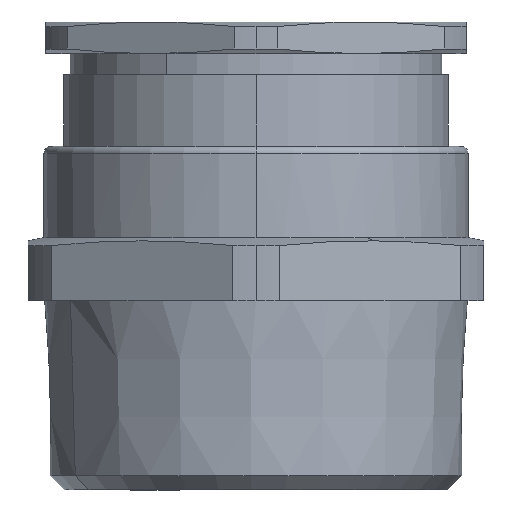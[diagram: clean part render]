
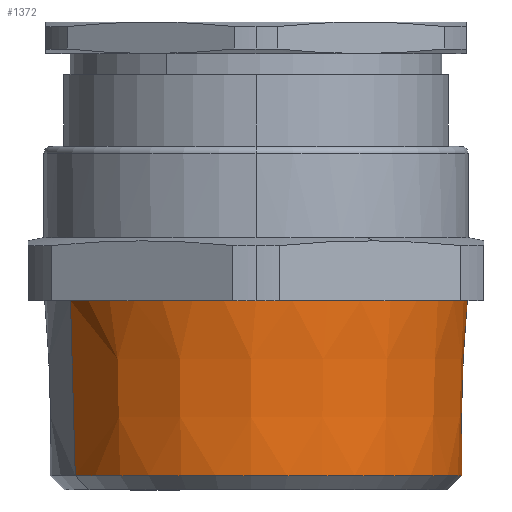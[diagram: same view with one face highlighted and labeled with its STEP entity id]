
A CAD part, front view. The second image highlights one B-rep face of the part: STEP entity #1372.
In plain terms, the highlighted conical face has half-angle 1.78 degrees and reference radius 29.311 mm.
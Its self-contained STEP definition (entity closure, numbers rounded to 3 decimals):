
#1181=AXIS2_PLACEMENT_3D('Circle Axis2P3D',#1179,#1180,$) ;
#1204=AXIS2_PLACEMENT_3D('Circle Axis2P3D',#1202,#1203,$) ;
#1331=AXIS2_PLACEMENT_3D('Cone Axis2P3D',#1328,#1329,#1330) ;
#1362=AXIS2_PLACEMENT_3D('Circle Axis2P3D',#1360,#1361,$) ;
#1179=CARTESIAN_POINT('Axis2P3D Location',(32.5,35.75,27.)) ;
#1183=CARTESIAN_POINT('Vertex',(58.959,50.205,27.)) ;
#1185=CARTESIAN_POINT('Vertex',(32.5,5.6,27.)) ;
#1199=CARTESIAN_POINT('Vertex',(6.041,21.295,27.)) ;
#1202=CARTESIAN_POINT('Axis2P3D Location',(32.5,35.75,27.)) ;
#1328=CARTESIAN_POINT('Axis2P3D Location',(32.5,35.75,0.)) ;
#1333=CARTESIAN_POINT('Line Origine',(6.409,21.496,13.5)) ;
#1337=CARTESIAN_POINT('Vertex',(6.721,21.667,2.064)) ;
#1340=CARTESIAN_POINT('Line Origine',(58.591,50.004,13.5)) ;
#1344=CARTESIAN_POINT('Vertex',(58.279,49.833,2.064)) ;
#1360=CARTESIAN_POINT('Axis2P3D Location',(32.5,35.75,2.064)) ;
#1180=DIRECTION('Axis2P3D Direction',(0.,0.,-1.)) ;
#1203=DIRECTION('Axis2P3D Direction',(0.,0.,-1.)) ;
#1329=DIRECTION('Axis2P3D Direction',(0.,0.,1.)) ;
#1330=DIRECTION('Axis2P3D XDirection',(-0.878,-0.479,0.)) ;
#1334=DIRECTION('Vector Direction',(-0.027,-0.015,1.)) ;
#1341=DIRECTION('Vector Direction',(0.027,0.015,1.)) ;
#1361=DIRECTION('Axis2P3D Direction',(0.,0.,1.)) ;
#1335=VECTOR('Line Direction',#1334,1.) ;
#1342=VECTOR('Line Direction',#1341,1.) ;
#1366=ORIENTED_EDGE('',*,*,#1346,.T.) ;
#1367=ORIENTED_EDGE('',*,*,#1187,.T.) ;
#1368=ORIENTED_EDGE('',*,*,#1206,.T.) ;
#1369=ORIENTED_EDGE('',*,*,#1339,.F.) ;
#1370=ORIENTED_EDGE('',*,*,#1364,.T.) ;
#1372=ADVANCED_FACE('Part4.1\\Koerper.2',(#1371),#1332,.T.) ;
#1182=CIRCLE('generated circle',#1181,30.15) ;
#1205=CIRCLE('generated circle',#1204,30.15) ;
#1363=CIRCLE('generated circle',#1362,29.375) ;
#1332=CONICAL_SURFACE('Cone',#1331,29.311,0.031) ;
#1187=EDGE_CURVE('',#1184,#1186,#1182,.T.) ;
#1206=EDGE_CURVE('',#1186,#1200,#1205,.T.) ;
#1339=EDGE_CURVE('',#1338,#1200,#1336,.T.) ;
#1346=EDGE_CURVE('',#1345,#1184,#1343,.T.) ;
#1364=EDGE_CURVE('',#1338,#1345,#1363,.T.) ;
#1365=EDGE_LOOP('',(#1366,#1367,#1368,#1369,#1370)) ;
#1371=FACE_OUTER_BOUND('',#1365,.T.) ;
#1336=LINE('Line',#1333,#1335) ;
#1343=LINE('Line',#1340,#1342) ;
#1184=VERTEX_POINT('',#1183) ;
#1186=VERTEX_POINT('',#1185) ;
#1200=VERTEX_POINT('',#1199) ;
#1338=VERTEX_POINT('',#1337) ;
#1345=VERTEX_POINT('',#1344) ;
